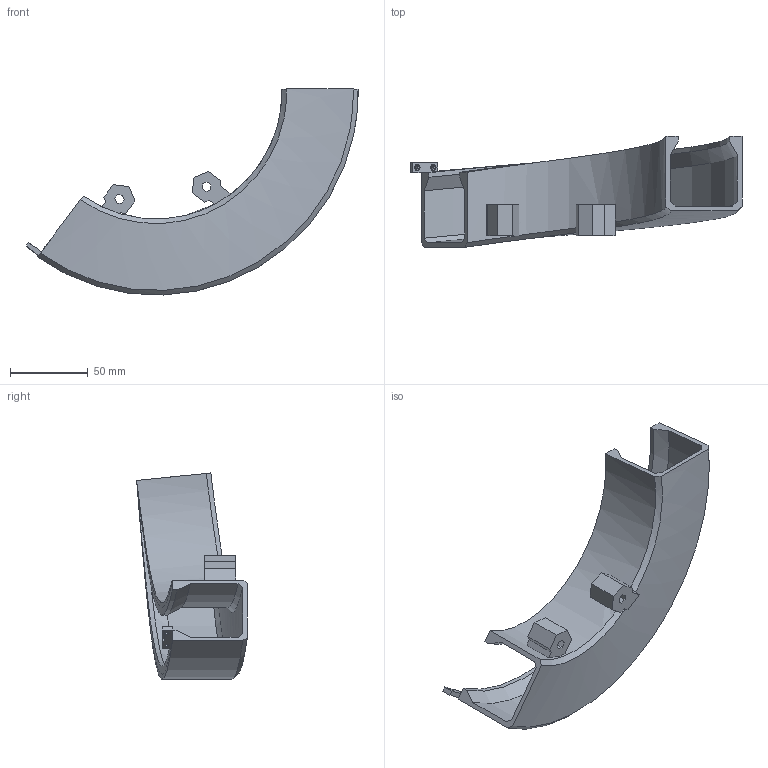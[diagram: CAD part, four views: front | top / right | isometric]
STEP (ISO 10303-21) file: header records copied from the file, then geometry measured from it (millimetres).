
FILE_DESCRIPTION (( 'STEP AP214' ), '1' );
FILE_NAME ('spiral top 2.0.STEP', '2025-04-05T21:17:34', ( '' ), ( '' ), 'SwSTEP 2.0', 'SolidWorks 2024', '' );
FILE_SCHEMA (( 'AUTOMOTIVE_DESIGN' ));
Length unit declared in the file: millimetre
Products named in the file (1): spiral top 2.0
Bounding box: 213.49 x 71.27 x 132.49 mm (x, y, z)
Volume: 125318.6 mm3; surface area: 72635.4 mm2
Topology: 1 solids, 1 shells, 81 faces, 226 edges, 150 vertices
Faces by surface type: plane 58, bspline 18, cylinder 5
Entity records: 4639 total; most frequent: CARTESIAN_POINT 2752, ORIENTED_EDGE 452, DIRECTION 294, EDGE_CURVE 226, VERTEX_POINT 150, VECTOR 150, LINE 150, EDGE_LOOP 92
